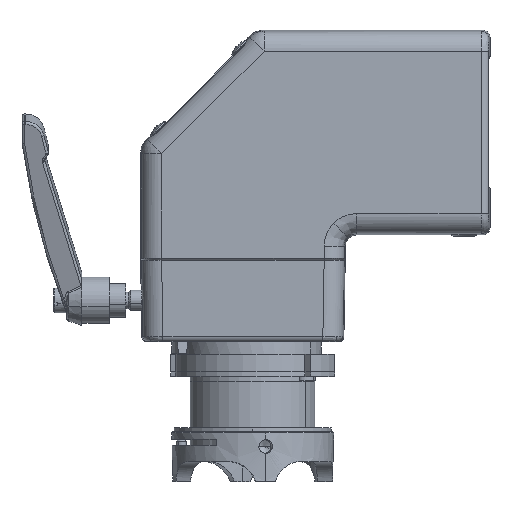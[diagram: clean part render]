
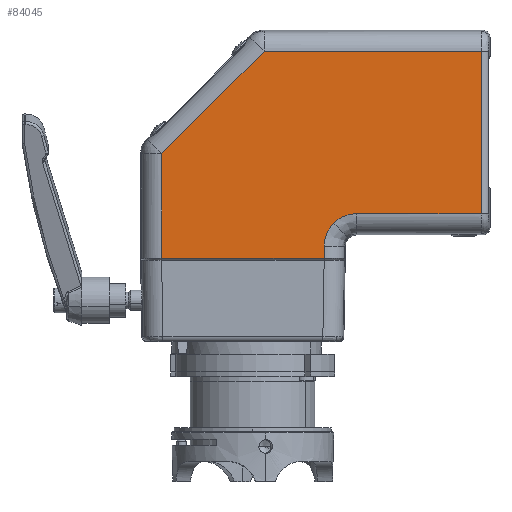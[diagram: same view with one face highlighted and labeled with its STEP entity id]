
A CAD part, top view. The second image highlights one B-rep face of the part: STEP entity #84045.
In plain terms, the highlighted planar face has unit normal (0, 0, 1).
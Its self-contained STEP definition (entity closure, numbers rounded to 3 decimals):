
#13475 =( BOUNDED_CURVE ( )  B_SPLINE_CURVE ( 3, ( #13519, #13518, #13517, #13516 ),
 .UNSPECIFIED., .F., .T. ) 
 B_SPLINE_CURVE_WITH_KNOTS ( ( 4, 4 ),
 ( 0., 0.785 ),
 .UNSPECIFIED. ) 
 CURVE ( )  GEOMETRIC_REPRESENTATION_ITEM ( )  RATIONAL_B_SPLINE_CURVE ( ( 1., 0.949, 0.949, 1. ) ) 
 REPRESENTATION_ITEM ( '' )  );
#13510 = CARTESIAN_POINT ( 'NONE',  ( 41.56, -36.562, 33. ) ) ;
#13511 = CARTESIAN_POINT ( 'NONE',  ( 32.369, -40.369, 33. ) ) ;
#13516 = CARTESIAN_POINT ( 'NONE',  ( 41.56, -36.562, 33. ) ) ;
#13517 = CARTESIAN_POINT ( 'NONE',  ( 38.067, -36.562, 33. ) ) ;
#13518 = CARTESIAN_POINT ( 'NONE',  ( 34.839, -37.899, 33. ) ) ;
#13519 = CARTESIAN_POINT ( 'NONE',  ( 32.369, -40.369, 33. ) ) ;
#17028 = DIRECTION ( 'NONE',  ( -0.707, -0.707, 0. ) ) ;
#17029 = VECTOR ( 'NONE', #17028, 1000. ) ;
#17030 = CARTESIAN_POINT ( 'NONE',  ( -38.865, -14.798, 33. ) ) ;
#17031 = LINE ( 'NONE', #17030, #17029 ) ;
#17032 = CARTESIAN_POINT ( 'NONE',  ( 4.495, 28.562, 33. ) ) ;
#17033 = DIRECTION ( 'NONE',  ( -1., 0., 0. ) ) ;
#17034 = VECTOR ( 'NONE', #17033, 1000. ) ;
#17035 = CARTESIAN_POINT ( 'NONE',  ( 1.239, 28.562, 33. ) ) ;
#17036 = LINE ( 'NONE', #17035, #17034 ) ;
#17132 = CARTESIAN_POINT ( 'NONE',  ( 91.476, 28.562, 33. ) ) ;
#17133 = DIRECTION ( 'NONE',  ( 0., 1., 0. ) ) ;
#17134 = VECTOR ( 'NONE', #17133, 1000. ) ;
#17135 = CARTESIAN_POINT ( 'NONE',  ( 91.476, 28.562, 33. ) ) ;
#17136 = LINE ( 'NONE', #17135, #17134 ) ;
#17137 = CARTESIAN_POINT ( 'NONE',  ( 91.476, -36.562, 33. ) ) ;
#17138 = DIRECTION ( 'NONE',  ( 1., 0., 0. ) ) ;
#17139 = VECTOR ( 'NONE', #17138, 1000. ) ;
#17140 = CARTESIAN_POINT ( 'NONE',  ( 94.424, -36.562, 33. ) ) ;
#17141 = LINE ( 'NONE', #17140, #17139 ) ;
#17294 = CARTESIAN_POINT ( 'NONE',  ( -36.562, -54.406, 33. ) ) ;
#17296 = CARTESIAN_POINT ( 'NONE',  ( -36.562, -12.495, 33. ) ) ;
#17302 = DIRECTION ( 'NONE',  ( 0., -1., 0. ) ) ;
#17303 = VECTOR ( 'NONE', #17302, 1000. ) ;
#17304 = CARTESIAN_POINT ( 'NONE',  ( -36.562, -55.424, 33. ) ) ;
#17305 = LINE ( 'NONE', #17304, #17303 ) ;
#17311 = DIRECTION ( 'NONE',  ( -1., 0., 0. ) ) ;
#17312 = DIRECTION ( 'NONE',  ( 0., 0., 1. ) ) ;
#17313 = CARTESIAN_POINT ( 'NONE',  ( 95., -45., 33. ) ) ;
#17314 = AXIS2_PLACEMENT_3D ( 'NONE', #17313, #17312, #17311 ) ;
#17315 = PLANE ( 'NONE',  #17314 ) ;
#17317 = FACE_OUTER_BOUND ( 'NONE', #84050, .T. ) ;
#17359 =( BOUNDED_CURVE ( )  B_SPLINE_CURVE ( 3, ( #17407, #17406, #17405, #17404 ),
 .UNSPECIFIED., .F., .T. ) 
 B_SPLINE_CURVE_WITH_KNOTS ( ( 4, 4 ),
 ( 5.498, 6.283 ),
 .UNSPECIFIED. ) 
 CURVE ( )  GEOMETRIC_REPRESENTATION_ITEM ( )  RATIONAL_B_SPLINE_CURVE ( ( 1., 0.949, 0.949, 1. ) ) 
 REPRESENTATION_ITEM ( '' )  );
#17366 = CARTESIAN_POINT ( 'NONE',  ( 28.562, -49.56, 33. ) ) ;
#17367 = DIRECTION ( 'NONE',  ( 0., 1., 0. ) ) ;
#17368 = VECTOR ( 'NONE', #17367, 1000. ) ;
#17369 = CARTESIAN_POINT ( 'NONE',  ( 28.562, -49.423, 33. ) ) ;
#17370 = LINE ( 'NONE', #17369, #17368 ) ;
#17376 = CARTESIAN_POINT ( 'NONE',  ( 28.562, -54.406, 33. ) ) ;
#17377 = DIRECTION ( 'NONE',  ( 1., 0., 0. ) ) ;
#17378 = VECTOR ( 'NONE', #17377, 1000. ) ;
#17379 = CARTESIAN_POINT ( 'NONE',  ( 28.562, -54.406, 33. ) ) ;
#17380 = LINE ( 'NONE', #17379, #17378 ) ;
#17404 = CARTESIAN_POINT ( 'NONE',  ( 32.369, -40.369, 33. ) ) ;
#17405 = CARTESIAN_POINT ( 'NONE',  ( 29.899, -42.839, 33. ) ) ;
#17406 = CARTESIAN_POINT ( 'NONE',  ( 28.562, -46.067, 33. ) ) ;
#17407 = CARTESIAN_POINT ( 'NONE',  ( 28.562, -49.56, 33. ) ) ;
#81080 = EDGE_CURVE ( 'NONE', #81084, #81086, #13475, .T. ) ;
#81084 = VERTEX_POINT ( 'NONE', #13511 ) ;
#81086 = VERTEX_POINT ( 'NONE', #13510 ) ;
#83787 = EDGE_CURVE ( 'NONE', #83913, #83790, #17036, .T. ) ;
#83790 = VERTEX_POINT ( 'NONE', #17032 ) ;
#83792 = ORIENTED_EDGE ( 'NONE', *, *, #83794, .T. ) ;
#83794 = EDGE_CURVE ( 'NONE', #83790, #84059, #17031, .T. ) ;
#83897 = ORIENTED_EDGE ( 'NONE', *, *, #83901, .T. ) ;
#83901 = EDGE_CURVE ( 'NONE', #81086, #83903, #17141, .T. ) ;
#83903 = VERTEX_POINT ( 'NONE', #17137 ) ;
#83908 = ORIENTED_EDGE ( 'NONE', *, *, #83910, .T. ) ;
#83910 = EDGE_CURVE ( 'NONE', #83903, #83913, #17136, .T. ) ;
#83913 = VERTEX_POINT ( 'NONE', #17132 ) ;
#83914 = ORIENTED_EDGE ( 'NONE', *, *, #83787, .T. ) ;
#84045 = ADVANCED_FACE ( 'NONE', ( #17317 ), #17315, .T. ) ;
#84050 = EDGE_LOOP ( 'NONE', ( #84052, #84065, #84126, #84137, #84145, #83897, #83908, #83914, #83792 ) ) ;
#84052 = ORIENTED_EDGE ( 'NONE', *, *, #84055, .T. ) ;
#84055 = EDGE_CURVE ( 'NONE', #84059, #84062, #17305, .T. ) ;
#84059 = VERTEX_POINT ( 'NONE', #17296 ) ;
#84062 = VERTEX_POINT ( 'NONE', #17294 ) ;
#84065 = ORIENTED_EDGE ( 'NONE', *, *, #84119, .T. ) ;
#84119 = EDGE_CURVE ( 'NONE', #84062, #84121, #17380, .T. ) ;
#84121 = VERTEX_POINT ( 'NONE', #17376 ) ;
#84126 = ORIENTED_EDGE ( 'NONE', *, *, #84129, .T. ) ;
#84129 = EDGE_CURVE ( 'NONE', #84121, #84132, #17370, .T. ) ;
#84132 = VERTEX_POINT ( 'NONE', #17366 ) ;
#84137 = ORIENTED_EDGE ( 'NONE', *, *, #84139, .T. ) ;
#84139 = EDGE_CURVE ( 'NONE', #84132, #81084, #17359, .T. ) ;
#84145 = ORIENTED_EDGE ( 'NONE', *, *, #81080, .T. ) ;
